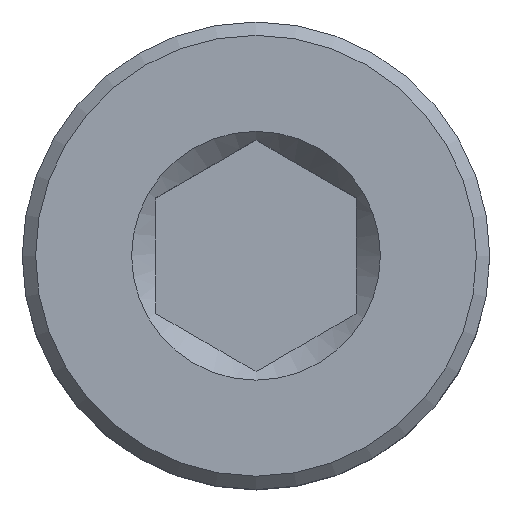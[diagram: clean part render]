
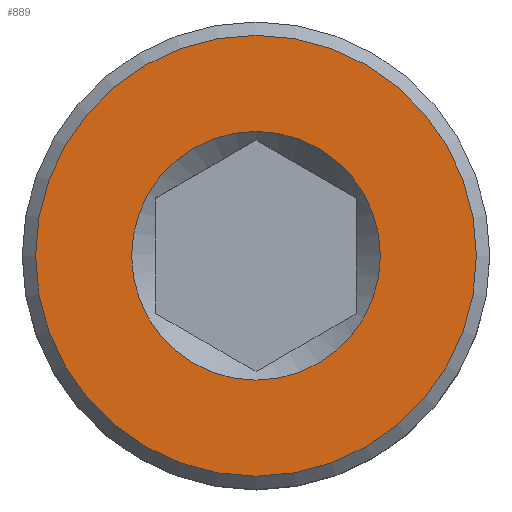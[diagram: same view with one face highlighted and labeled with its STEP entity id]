
A CAD part, top view. The second image highlights one B-rep face of the part: STEP entity #889.
In plain terms, the highlighted planar face has unit normal (0, 0, 1).
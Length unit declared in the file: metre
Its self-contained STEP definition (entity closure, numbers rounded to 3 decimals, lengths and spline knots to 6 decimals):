
#23=PLANE('',#933);
#52=CIRCLE('',#934,0.0033);
#53=CIRCLE('',#935,0.001862);
#220=ORIENTED_EDGE('',*,*,#522,.F.);
#221=ORIENTED_EDGE('',*,*,#523,.F.);
#522=EDGE_CURVE('',#672,#672,#52,.T.);
#523=EDGE_CURVE('',#673,#673,#53,.T.);
#672=VERTEX_POINT('',#4085);
#673=VERTEX_POINT('',#4087);
#814=EDGE_LOOP('',(#220));
#815=EDGE_LOOP('',(#221));
#851=FACE_BOUND('',#814,.T.);
#852=FACE_BOUND('',#815,.T.);
#889=ADVANCED_FACE('',(#851,#852),#23,.T.);
#933=AXIS2_PLACEMENT_3D('',#4083,#989,#990);
#934=AXIS2_PLACEMENT_3D('',#4084,#991,#992);
#935=AXIS2_PLACEMENT_3D('',#4086,#993,#994);
#989=DIRECTION('',(0.,0.,1.));
#990=DIRECTION('',(0.,-1.,0.));
#991=DIRECTION('',(0.,0.,-1.));
#992=DIRECTION('',(0.,1.,0.));
#993=DIRECTION('',(0.,0.,1.));
#994=DIRECTION('',(1.,0.,0.));
#4083=CARTESIAN_POINT('',(0.,0.,0.027));
#4084=CARTESIAN_POINT('',(0.,0.,0.027));
#4085=CARTESIAN_POINT('',(0.,0.0033,0.027));
#4086=CARTESIAN_POINT('',(0.,0.,0.027));
#4087=CARTESIAN_POINT('',(0.001862,0.,0.027));
